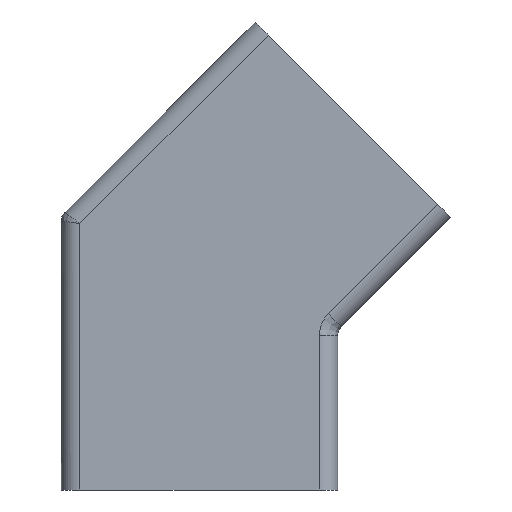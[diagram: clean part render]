
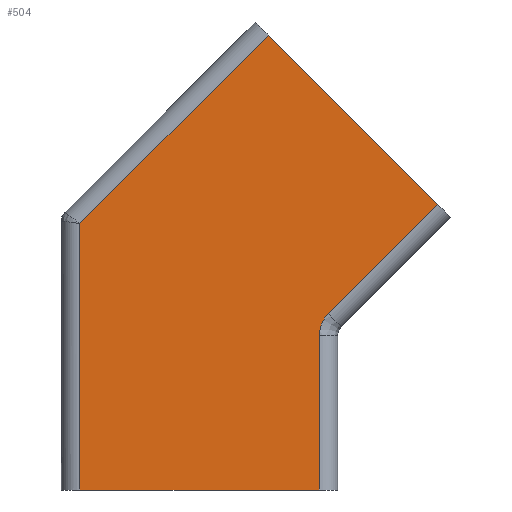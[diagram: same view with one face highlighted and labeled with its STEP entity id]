
A CAD part, left-side view. The second image highlights one B-rep face of the part: STEP entity #504.
In plain terms, the highlighted planar face has unit normal (-1, 0, 0).
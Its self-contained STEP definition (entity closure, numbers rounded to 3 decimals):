
#58 = VERTEX_POINT ( 'NONE', #584 ) ;
#68 = CARTESIAN_POINT ( 'NONE',  ( -22.5, -5.315, 33.115 ) ) ;
#69 = FACE_OUTER_BOUND ( 'NONE', #541, .T. ) ;
#84 = VECTOR ( 'NONE', #693, 1000. ) ;
#85 = DIRECTION ( 'NONE',  ( -1., 0., 0. ) ) ;
#116 = CARTESIAN_POINT ( 'NONE',  ( -22.5, -19.512, 25.577 ) ) ;
#146 = EDGE_CURVE ( 'NONE', #971, #571, #903, .T. ) ;
#161 = VECTOR ( 'NONE', #536, 1000. ) ;
#167 = DIRECTION ( 'NONE',  ( 0., -1., 0. ) ) ;
#186 = CARTESIAN_POINT ( 'NONE',  ( -22.5, -20.964, 28.707 ) ) ;
#216 = CARTESIAN_POINT ( 'NONE',  ( -22.5, -19.565, 25.978 ) ) ;
#226 = LINE ( 'NONE', #1001, #892 ) ;
#251 = CARTESIAN_POINT ( 'NONE',  ( -22.5, -38.759, 46.502 ) ) ;
#263 = CARTESIAN_POINT ( 'NONE',  ( -22.5, -11.182, 74.079 ) ) ;
#272 = ORIENTED_EDGE ( 'NONE', *, *, #804, .T. ) ;
#275 = B_SPLINE_CURVE_WITH_KNOTS ( 'NONE', 3,
 ( #1141, #758, #116, #417, #216, #328, #492, #848, #944, #413, #592, #858, #1044, #497, #1123, #315 ),
 .UNSPECIFIED., .F., .F.,
 ( 4, 1, 2, 2, 2, 1, 2, 2, 4 ),
 ( 0., 0.125, 0.187, 0.25, 0.5, 0.625, 0.687, 0.75, 1. ),
 .UNSPECIFIED. ) ;
#315 = CARTESIAN_POINT ( 'NONE',  ( -22.5, -20.964, 28.707 ) ) ;
#319 = ORIENTED_EDGE ( 'NONE', *, *, #704, .T. ) ;
#328 = CARTESIAN_POINT ( 'NONE',  ( -22.5, -19.578, 26.057 ) ) ;
#330 = VECTOR ( 'NONE', #428, 1000. ) ;
#344 = VECTOR ( 'NONE', #659, 1000. ) ;
#361 = EDGE_CURVE ( 'NONE', #58, #1127, #1070, .T. ) ;
#362 = CARTESIAN_POINT ( 'NONE',  ( -22.5, 19.5, 43.397 ) ) ;
#366 = AXIS2_PLACEMENT_3D ( 'NONE', #68, #85, #1183 ) ;
#388 = VECTOR ( 'NONE', #589, 1000. ) ;
#394 = CARTESIAN_POINT ( 'NONE',  ( -22.5, -19.5, 0. ) ) ;
#413 = CARTESIAN_POINT ( 'NONE',  ( -22.5, -20.05, 27.462 ) ) ;
#417 = CARTESIAN_POINT ( 'NONE',  ( -22.5, -19.541, 25.818 ) ) ;
#428 = DIRECTION ( 'NONE',  ( 0., 0., 1. ) ) ;
#450 = EDGE_CURVE ( 'NONE', #571, #1058, #226, .T. ) ;
#456 = CARTESIAN_POINT ( 'NONE',  ( -22.5, 19.5, 0. ) ) ;
#492 = CARTESIAN_POINT ( 'NONE',  ( -22.5, -19.658, 26.463 ) ) ;
#497 = CARTESIAN_POINT ( 'NONE',  ( -22.5, -20.529, 28.227 ) ) ;
#504 = ADVANCED_FACE ( 'NONE', ( #69 ), #1006, .T. ) ;
#536 = DIRECTION ( 'NONE',  ( 0., 0.707, 0.707 ) ) ;
#541 = EDGE_LOOP ( 'NONE', ( #979, #319, #1113, #1104, #272, #856, #1182 ) ) ;
#563 = LINE ( 'NONE', #1161, #330 ) ;
#565 = LINE ( 'NONE', #186, #344 ) ;
#571 = VERTEX_POINT ( 'NONE', #456 ) ;
#581 = LINE ( 'NONE', #263, #84 ) ;
#584 = CARTESIAN_POINT ( 'NONE',  ( -22.5, -38.759, 46.502 ) ) ;
#589 = DIRECTION ( 'NONE',  ( 0., 0., -1. ) ) ;
#592 = CARTESIAN_POINT ( 'NONE',  ( -22.5, -20.172, 27.677 ) ) ;
#659 = DIRECTION ( 'NONE',  ( 0., -0.707, 0.707 ) ) ;
#693 = DIRECTION ( 'NONE',  ( 0., 0.707, -0.707 ) ) ;
#694 = CARTESIAN_POINT ( 'NONE',  ( -22.5, 19.5, 33.115 ) ) ;
#704 = EDGE_CURVE ( 'NONE', #1181, #1043, #275, .T. ) ;
#758 = CARTESIAN_POINT ( 'NONE',  ( -22.5, -19.5, 25.334 ) ) ;
#765 = CARTESIAN_POINT ( 'NONE',  ( -22.5, -11.182, 74.079 ) ) ;
#804 = EDGE_CURVE ( 'NONE', #1127, #971, #581, .T. ) ;
#848 = CARTESIAN_POINT ( 'NONE',  ( -22.5, -19.754, 26.779 ) ) ;
#856 = ORIENTED_EDGE ( 'NONE', *, *, #146, .T. ) ;
#858 = CARTESIAN_POINT ( 'NONE',  ( -22.5, -20.257, 27.819 ) ) ;
#892 = VECTOR ( 'NONE', #167, 1000. ) ;
#903 = LINE ( 'NONE', #694, #388 ) ;
#916 = CARTESIAN_POINT ( 'NONE',  ( -22.5, -20.964, 28.707 ) ) ;
#944 = CARTESIAN_POINT ( 'NONE',  ( -22.5, -19.944, 27.238 ) ) ;
#971 = VERTEX_POINT ( 'NONE', #362 ) ;
#979 = ORIENTED_EDGE ( 'NONE', *, *, #1209, .T. ) ;
#1001 = CARTESIAN_POINT ( 'NONE',  ( -22.5, -5.315, 0. ) ) ;
#1006 = PLANE ( 'NONE',  #366 ) ;
#1031 = EDGE_CURVE ( 'NONE', #1043, #58, #565, .T. ) ;
#1035 = CARTESIAN_POINT ( 'NONE',  ( -22.5, -19.5, 25.172 ) ) ;
#1043 = VERTEX_POINT ( 'NONE', #916 ) ;
#1044 = CARTESIAN_POINT ( 'NONE',  ( -22.5, -20.303, 27.89 ) ) ;
#1058 = VERTEX_POINT ( 'NONE', #394 ) ;
#1070 = LINE ( 'NONE', #251, #161 ) ;
#1104 = ORIENTED_EDGE ( 'NONE', *, *, #361, .T. ) ;
#1113 = ORIENTED_EDGE ( 'NONE', *, *, #1031, .T. ) ;
#1123 = CARTESIAN_POINT ( 'NONE',  ( -22.5, -20.734, 28.477 ) ) ;
#1127 = VERTEX_POINT ( 'NONE', #765 ) ;
#1141 = CARTESIAN_POINT ( 'NONE',  ( -22.5, -19.5, 25.172 ) ) ;
#1161 = CARTESIAN_POINT ( 'NONE',  ( -22.5, -19.5, 33.115 ) ) ;
#1181 = VERTEX_POINT ( 'NONE', #1035 ) ;
#1182 = ORIENTED_EDGE ( 'NONE', *, *, #450, .T. ) ;
#1183 = DIRECTION ( 'NONE',  ( 0., 0., 1. ) ) ;
#1209 = EDGE_CURVE ( 'NONE', #1058, #1181, #563, .T. ) ;
